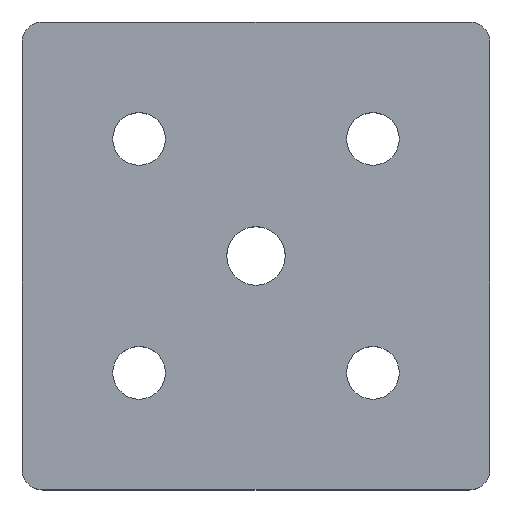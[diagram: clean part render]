
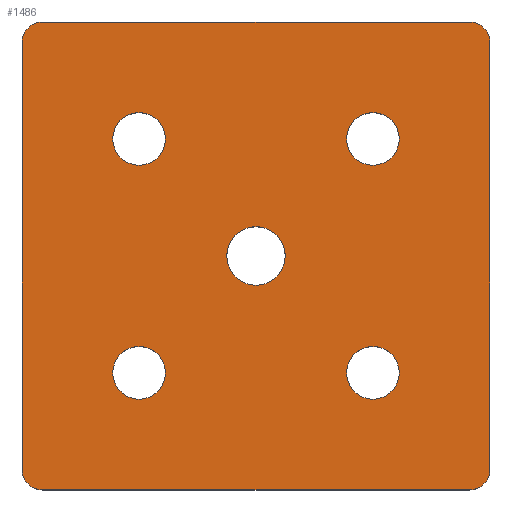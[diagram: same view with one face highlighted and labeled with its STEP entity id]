
A CAD part, top view. The second image highlights one B-rep face of the part: STEP entity #1486.
In plain terms, the highlighted free-form (B-spline) face has degree [1, 1] with [2, 2] control points.
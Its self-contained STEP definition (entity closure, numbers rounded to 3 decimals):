
#153=CARTESIAN_POINT('',(-5.,0.0,65.0));
#154=VERTEX_POINT('',#153);
#170=CARTESIAN_POINT('',(5.0,0.,65.0));
#171=VERTEX_POINT('',#170);
#178=CARTESIAN_POINT('',(0.0,0.0,65.0));
#179=DIRECTION('',(0.0,0.0,1.0));
#180=DIRECTION('',(-1.0,0.0,0.0));
#181=AXIS2_PLACEMENT_3D('',#178,#179,#180);
#182=CIRCLE('',#181,5.0);
#183=EDGE_CURVE('',#171,#154,#182,.T.);
#216=CARTESIAN_POINT('',(-24.5,-20.0,65.));
#217=VERTEX_POINT('',#216);
#233=CARTESIAN_POINT('',(-15.5,-20.,65.));
#234=VERTEX_POINT('',#233);
#241=CARTESIAN_POINT('',(-20.0,-20.0,65.));
#242=DIRECTION('',(0.0,0.0,1.0));
#243=DIRECTION('',(-1.0,0.0,0.0));
#244=AXIS2_PLACEMENT_3D('',#241,#242,#243);
#245=CIRCLE('',#244,4.5);
#246=EDGE_CURVE('',#234,#217,#245,.T.);
#342=CARTESIAN_POINT('',(-24.5,20.0,65.));
#343=VERTEX_POINT('',#342);
#359=CARTESIAN_POINT('',(-15.5,20.,65.));
#360=VERTEX_POINT('',#359);
#367=CARTESIAN_POINT('',(-20.0,20.0,65.));
#368=DIRECTION('',(0.0,0.0,1.0));
#369=DIRECTION('',(-1.0,0.0,0.0));
#370=AXIS2_PLACEMENT_3D('',#367,#368,#369);
#371=CIRCLE('',#370,4.5);
#372=EDGE_CURVE('',#360,#343,#371,.T.);
#468=CARTESIAN_POINT('',(15.5,20.0,65.));
#469=VERTEX_POINT('',#468);
#485=CARTESIAN_POINT('',(24.5,20.,65.));
#486=VERTEX_POINT('',#485);
#493=CARTESIAN_POINT('',(20.0,20.0,65.));
#494=DIRECTION('',(0.0,0.0,1.0));
#495=DIRECTION('',(-1.0,0.0,0.0));
#496=AXIS2_PLACEMENT_3D('',#493,#494,#495);
#497=CIRCLE('',#496,4.5);
#498=EDGE_CURVE('',#486,#469,#497,.T.);
#594=CARTESIAN_POINT('',(15.5,-20.0,65.));
#595=VERTEX_POINT('',#594);
#611=CARTESIAN_POINT('',(24.5,-20.,65.));
#612=VERTEX_POINT('',#611);
#619=CARTESIAN_POINT('',(20.0,-20.0,65.));
#620=DIRECTION('',(0.0,0.0,1.0));
#621=DIRECTION('',(-1.0,0.0,0.0));
#622=AXIS2_PLACEMENT_3D('',#619,#620,#621);
#623=CIRCLE('',#622,4.5);
#624=EDGE_CURVE('',#612,#595,#623,.T.);
#1151=CARTESIAN_POINT('',(-36.5,-40.0,65.));
#1152=VERTEX_POINT('',#1151);
#1159=CARTESIAN_POINT('',(-40.0,-36.5,65.));
#1160=VERTEX_POINT('',#1159);
#1161=CARTESIAN_POINT('',(-36.5,-36.5,65.));
#1162=DIRECTION('',(0.,0.,1.));
#1163=DIRECTION('',(-0.707,-0.707,0.));
#1164=AXIS2_PLACEMENT_3D('',#1161,#1162,#1163);
#1165=CIRCLE('',#1164,3.5);
#1166=EDGE_CURVE('',#1160,#1152,#1165,.T.);
#1184=CARTESIAN_POINT('',(-40.0,36.5,65.));
#1185=VERTEX_POINT('',#1184);
#1186=CARTESIAN_POINT('',(-40.0,-36.5,65.));
#1187=DIRECTION('',(0.0,1.0,0.0));
#1188=VECTOR('',#1187,73.0);
#1189=LINE('',#1186,#1188);
#1190=EDGE_CURVE('',#1160,#1185,#1189,.T.);
#1229=CARTESIAN_POINT('',(-36.5,40.0,65.));
#1230=VERTEX_POINT('',#1229);
#1231=CARTESIAN_POINT('',(-36.5,36.5,65.));
#1232=DIRECTION('',(0.,0.,1.));
#1233=DIRECTION('',(-0.707,0.707,0.));
#1234=AXIS2_PLACEMENT_3D('',#1231,#1232,#1233);
#1235=CIRCLE('',#1234,3.5);
#1236=EDGE_CURVE('',#1230,#1185,#1235,.T.);
#1254=CARTESIAN_POINT('',(36.5,40.0,65.));
#1255=VERTEX_POINT('',#1254);
#1256=CARTESIAN_POINT('',(-36.5,40.0,65.));
#1257=DIRECTION('',(1.0,0.0,0.0));
#1258=VECTOR('',#1257,73.0);
#1259=LINE('',#1256,#1258);
#1260=EDGE_CURVE('',#1230,#1255,#1259,.T.);
#1360=CARTESIAN_POINT('',(40.0,-36.5,65.));
#1361=VERTEX_POINT('',#1360);
#1368=CARTESIAN_POINT('',(36.5,-40.0,65.));
#1369=VERTEX_POINT('',#1368);
#1370=CARTESIAN_POINT('',(36.5,-36.5,65.));
#1371=DIRECTION('',(0.,0.,1.));
#1372=DIRECTION('',(0.707,-0.707,0.));
#1373=AXIS2_PLACEMENT_3D('',#1370,#1371,#1372);
#1374=CIRCLE('',#1373,3.5);
#1375=EDGE_CURVE('',#1369,#1361,#1374,.T.);
#1392=CARTESIAN_POINT('',(40.0,36.5,65.));
#1393=VERTEX_POINT('',#1392);
#1400=CARTESIAN_POINT('',(40.0,36.5,65.));
#1401=DIRECTION('',(0.0,-1.0,0.0));
#1402=VECTOR('',#1401,73.0);
#1403=LINE('',#1400,#1402);
#1404=EDGE_CURVE('',#1393,#1361,#1403,.T.);
#1410=CARTESIAN_POINT('',(-40.0,40.0,65.));
#1411=CARTESIAN_POINT('',(40.0,40.0,65.));
#1412=CARTESIAN_POINT('',(-40.0,-40.0,65.));
#1413=CARTESIAN_POINT('',(40.0,-40.0,65.));
#1414=B_SPLINE_SURFACE_WITH_KNOTS('',1,1,((#1410,#1412),(#1411,#1413)),.UNSPECIFIED.,.F.,.F.,.U.,(2,2),(2,2),(0.0,80.0),(0.0,80.0),.UNSPECIFIED.);
#1415=ORIENTED_EDGE('',*,*,#1375,.T.);
#1416=ORIENTED_EDGE('',*,*,#1404,.F.);
#1417=CARTESIAN_POINT('',(36.5,36.5,65.));
#1418=DIRECTION('',(0.,0.,1.));
#1419=DIRECTION('',(0.707,0.707,0.));
#1420=AXIS2_PLACEMENT_3D('',#1417,#1418,#1419);
#1421=CIRCLE('',#1420,3.5);
#1422=EDGE_CURVE('',#1393,#1255,#1421,.T.);
#1423=ORIENTED_EDGE('',*,*,#1422,.T.);
#1424=ORIENTED_EDGE('',*,*,#1260,.F.);
#1425=ORIENTED_EDGE('',*,*,#1236,.T.);
#1426=ORIENTED_EDGE('',*,*,#1190,.F.);
#1427=ORIENTED_EDGE('',*,*,#1166,.T.);
#1428=CARTESIAN_POINT('',(36.5,-40.0,65.));
#1429=DIRECTION('',(-1.0,0.0,0.0));
#1430=VECTOR('',#1429,73.0);
#1431=LINE('',#1428,#1430);
#1432=EDGE_CURVE('',#1369,#1152,#1431,.T.);
#1433=ORIENTED_EDGE('',*,*,#1432,.F.);
#1434=EDGE_LOOP('',(#1415,#1416,#1423,#1424,#1425,#1426,#1427,#1433));
#1435=FACE_OUTER_BOUND('',#1434,.T.);
#1436=ORIENTED_EDGE('',*,*,#624,.F.);
#1437=CARTESIAN_POINT('',(20.0,-20.0,65.));
#1438=DIRECTION('',(0.0,0.0,1.0));
#1439=DIRECTION('',(-1.0,0.0,0.0));
#1440=AXIS2_PLACEMENT_3D('',#1437,#1438,#1439);
#1441=CIRCLE('',#1440,4.5);
#1442=EDGE_CURVE('',#595,#612,#1441,.T.);
#1443=ORIENTED_EDGE('',*,*,#1442,.F.);
#1444=EDGE_LOOP('',(#1436,#1443));
#1445=FACE_BOUND('',#1444,.T.);
#1446=ORIENTED_EDGE('',*,*,#498,.F.);
#1447=CARTESIAN_POINT('',(20.0,20.0,65.));
#1448=DIRECTION('',(0.0,0.0,1.0));
#1449=DIRECTION('',(-1.0,0.0,0.0));
#1450=AXIS2_PLACEMENT_3D('',#1447,#1448,#1449);
#1451=CIRCLE('',#1450,4.5);
#1452=EDGE_CURVE('',#469,#486,#1451,.T.);
#1453=ORIENTED_EDGE('',*,*,#1452,.F.);
#1454=EDGE_LOOP('',(#1446,#1453));
#1455=FACE_BOUND('',#1454,.T.);
#1456=ORIENTED_EDGE('',*,*,#372,.F.);
#1457=CARTESIAN_POINT('',(-20.0,20.0,65.));
#1458=DIRECTION('',(0.0,0.0,1.0));
#1459=DIRECTION('',(-1.0,0.0,0.0));
#1460=AXIS2_PLACEMENT_3D('',#1457,#1458,#1459);
#1461=CIRCLE('',#1460,4.5);
#1462=EDGE_CURVE('',#343,#360,#1461,.T.);
#1463=ORIENTED_EDGE('',*,*,#1462,.F.);
#1464=EDGE_LOOP('',(#1456,#1463));
#1465=FACE_BOUND('',#1464,.T.);
#1466=ORIENTED_EDGE('',*,*,#246,.F.);
#1467=CARTESIAN_POINT('',(-20.0,-20.0,65.));
#1468=DIRECTION('',(0.0,0.0,1.0));
#1469=DIRECTION('',(-1.0,0.0,0.0));
#1470=AXIS2_PLACEMENT_3D('',#1467,#1468,#1469);
#1471=CIRCLE('',#1470,4.5);
#1472=EDGE_CURVE('',#217,#234,#1471,.T.);
#1473=ORIENTED_EDGE('',*,*,#1472,.F.);
#1474=EDGE_LOOP('',(#1466,#1473));
#1475=FACE_BOUND('',#1474,.T.);
#1476=ORIENTED_EDGE('',*,*,#183,.F.);
#1477=CARTESIAN_POINT('',(0.0,0.0,65.0));
#1478=DIRECTION('',(0.0,0.0,1.0));
#1479=DIRECTION('',(-1.0,0.0,0.0));
#1480=AXIS2_PLACEMENT_3D('',#1477,#1478,#1479);
#1481=CIRCLE('',#1480,5.0);
#1482=EDGE_CURVE('',#154,#171,#1481,.T.);
#1483=ORIENTED_EDGE('',*,*,#1482,.F.);
#1484=EDGE_LOOP('',(#1476,#1483));
#1485=FACE_BOUND('',#1484,.T.);
#1486=ADVANCED_FACE('',(#1435,#1445,#1455,#1465,#1475,#1485),#1414,.F.);
